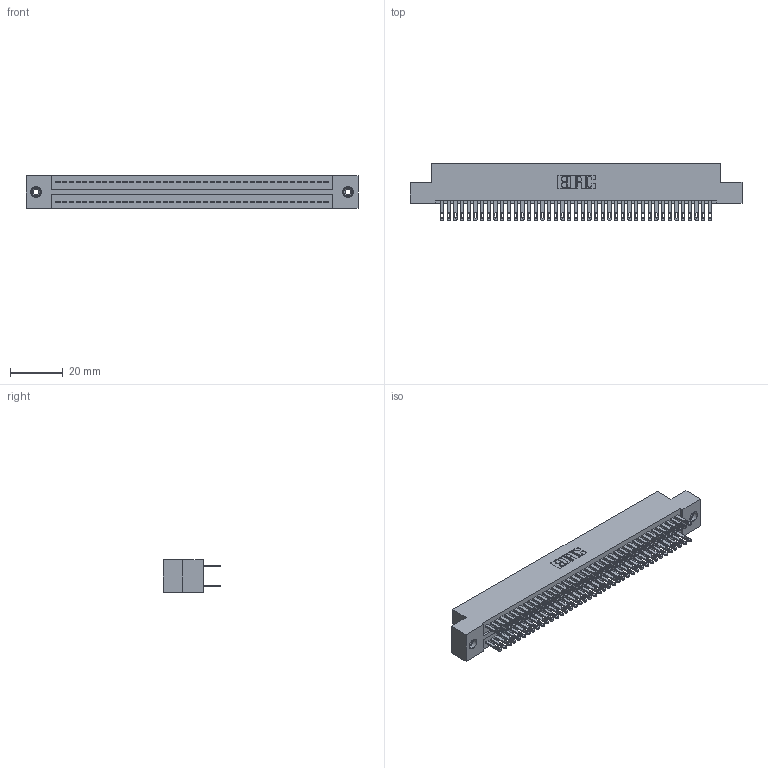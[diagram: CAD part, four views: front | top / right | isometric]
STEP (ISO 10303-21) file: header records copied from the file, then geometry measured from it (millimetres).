
FILE_DESCRIPTION (( 'STEP AP203' ), '1' );
FILE_NAME ('325-082-500-208.STEP', '2020-02-25T04:47:46', ( '' ), ( '' ), 'SwSTEP 2.0', 'SolidWorks 2016', '' );
FILE_SCHEMA (( 'CONFIG_CONTROL_DESIGN' ));
Length unit declared in the file: inch
Products named in the file (4): 325-082-500-208; 325 Part_TI; 345-250-001_345-250-003-102; 325-292-001_325-293-100
Assembly tree (85 placements, depth 2):
  325-082-500-208
    325 Part_TI
    325-292-001_325-293-100  x82
    345-250-001_345-250-003-102  x2
Bounding box: 125.86 x 21.84 x 12.45 mm (x, y, z)
Volume: 16482.7 mm3; surface area: 20797.4 mm2
Topology: 85 solids, 85 shells, 4110 faces, 12501 edges, 8326 vertices
Faces by surface type: plane 2562, cylinder 1532, cone 12, torus 4
Entity records: 27622 total; most frequent: CARTESIAN_POINT 4561, ORIENTED_EDGE 4490, DIRECTION 3931, EDGE_CURVE 2245, VECTOR 2093, LINE 2093, VERTEX_POINT 1492, AXIS2_PLACEMENT_3D 919
